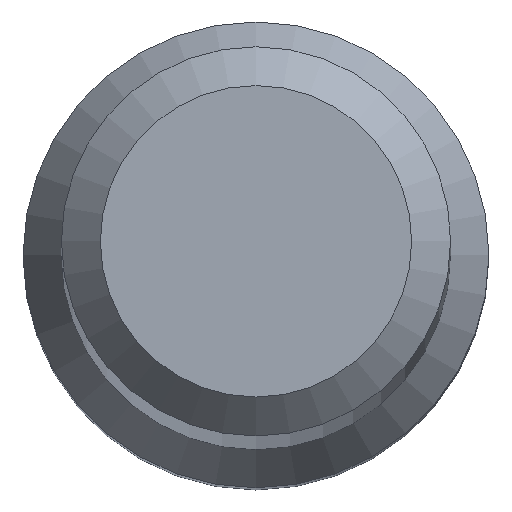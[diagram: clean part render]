
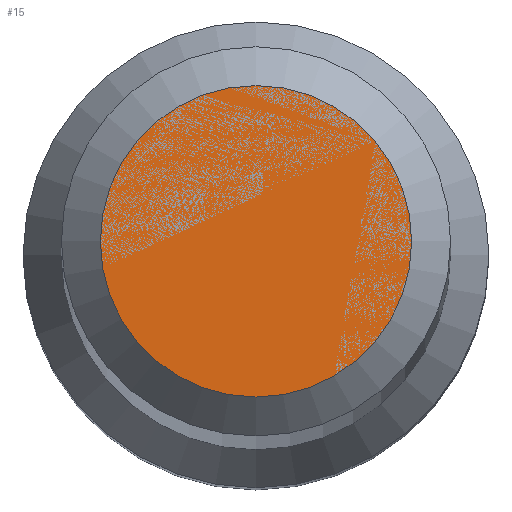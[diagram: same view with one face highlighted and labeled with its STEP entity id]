
A CAD part, top view. The second image highlights one B-rep face of the part: STEP entity #15.
In plain terms, the highlighted planar face has unit normal (0, 0, 1).
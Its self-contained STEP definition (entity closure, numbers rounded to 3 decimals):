
#15 = ADVANCED_FACE ( 'NONE', ( #51 ), #194, .F. ) ;
#43 = AXIS2_PLACEMENT_3D ( 'NONE', #235, #110, #66 ) ;
#51 = FACE_OUTER_BOUND ( 'NONE', #218, .T. ) ;
#60 = DIRECTION ( 'NONE',  ( 0., 0., -1. ) ) ;
#66 = DIRECTION ( 'NONE',  ( 0., 1., 0. ) ) ;
#100 = DIRECTION ( 'NONE',  ( 0., 1., 0. ) ) ;
#110 = DIRECTION ( 'NONE',  ( 0., 0., -1. ) ) ;
#176 = CIRCLE ( 'NONE', #43, 1.2 ) ;
#183 = CARTESIAN_POINT ( 'NONE',  ( 0., 1.2, 70. ) ) ;
#192 = AXIS2_PLACEMENT_3D ( 'NONE', #239, #60, #100 ) ;
#194 = PLANE ( 'NONE',  #192 ) ;
#218 = EDGE_LOOP ( 'NONE', ( #271 ) ) ;
#233 = VERTEX_POINT ( 'NONE', #183 ) ;
#235 = CARTESIAN_POINT ( 'NONE',  ( 0., 0., 70. ) ) ;
#239 = CARTESIAN_POINT ( 'NONE',  ( 0., 0., 70. ) ) ;
#271 = ORIENTED_EDGE ( 'NONE', *, *, #281, .F. ) ;
#281 = EDGE_CURVE ( 'NONE', #233, #233, #176, .T. ) ;
